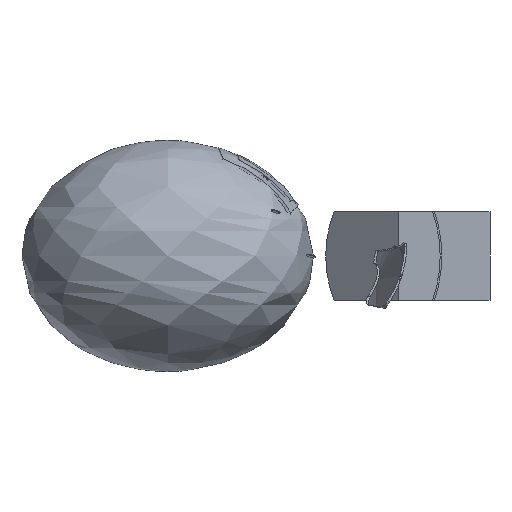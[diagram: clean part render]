
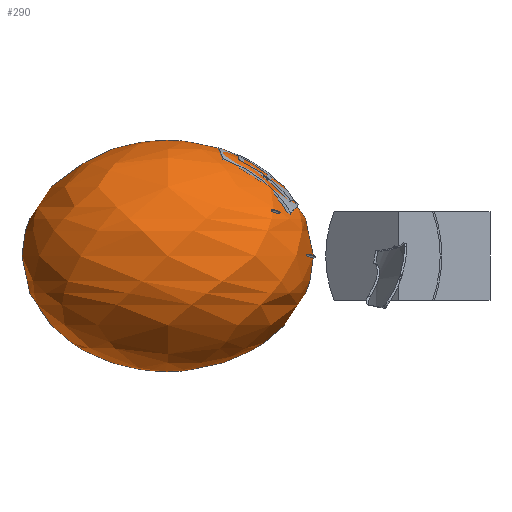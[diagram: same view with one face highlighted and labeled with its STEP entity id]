
A CAD part, left-side view. The second image highlights one B-rep face of the part: STEP entity #290.
In plain terms, the highlighted free-form (B-spline) face has degree [3, 3] with [4, 7] control points.
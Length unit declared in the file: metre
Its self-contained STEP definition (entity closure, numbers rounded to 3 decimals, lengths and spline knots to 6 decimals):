
#290 = ADVANCED_FACE( '', ( #652, #653 ), #654, .T. );
#652 = FACE_BOUND( '', #1152, .T. );
#653 = FACE_BOUND( '', #1153, .T. );
#654 = ( BOUNDED_SURFACE(  )B_SPLINE_SURFACE( 3, 3, ( ( #1156, #1157, #1158, #1159, #1160, #1161, #1162 ), ( #1163, #1164, #1165, #1166, #1167, #1168, #1169 ), ( #1170, #1171, #1172, #1173, #1174, #1175, #1176 ), ( #1177, #1178, #1179, #1180, #1181, #1182, #1183 ) ), .UNSPECIFIED., .F., .T., .F. )B_SPLINE_SURFACE_WITH_KNOTS( ( 4, 4 ), ( 4, 3, 4 ), ( 0., 1. ), ( 0., 0.5, 1. ), .UNSPECIFIED. )GEOMETRIC_REPRESENTATION_ITEM(  )RATIONAL_B_SPLINE_SURFACE( ( ( 1., 0.333, 0.333, 1., 0.333, 0.333, 1. ), ( 0.333, 0.111, 0.111, 0.333, 0.111, 0.111, 0.333 ), ( 0.333, 0.111, 0.111, 0.333, 0.111, 0.111, 0.333 ), ( 1., 0.333, 0.333, 1., 0.333, 0.333, 1. ) ) )REPRESENTATION_ITEM( '' )SURFACE(  ) );
#1152 = VERTEX_LOOP( '', #2114 );
#1153 = VERTEX_LOOP( '', #2115 );
#1156 = CARTESIAN_POINT( '', ( 0., 0.155, 0.124975 ) );
#1157 = CARTESIAN_POINT( '', ( 0., 0.155, 0.124975 ) );
#1158 = CARTESIAN_POINT( '', ( 0., 0.155, 0.124975 ) );
#1159 = CARTESIAN_POINT( '', ( 0., 0.155, 0.124975 ) );
#1160 = CARTESIAN_POINT( '', ( 0., 0.155, 0.124975 ) );
#1161 = CARTESIAN_POINT( '', ( 0., 0.155, 0.124975 ) );
#1162 = CARTESIAN_POINT( '', ( 0., 0.155, 0.124975 ) );
#1163 = CARTESIAN_POINT( '', ( 0.24995, 0.155, 0.124975 ) );
#1164 = CARTESIAN_POINT( '', ( 0.24995, 0.785, 0.124975 ) );
#1165 = CARTESIAN_POINT( '', ( -0.24995, 0.785, 0.124975 ) );
#1166 = CARTESIAN_POINT( '', ( -0.24995, 0.155, 0.124975 ) );
#1167 = CARTESIAN_POINT( '', ( -0.24995, -0.475, 0.124975 ) );
#1168 = CARTESIAN_POINT( '', ( 0.24995, -0.475, 0.124975 ) );
#1169 = CARTESIAN_POINT( '', ( 0.24995, 0.155, 0.124975 ) );
#1170 = CARTESIAN_POINT( '', ( 0.24995, 0.155, -0.124975 ) );
#1171 = CARTESIAN_POINT( '', ( 0.24995, 0.785, -0.124975 ) );
#1172 = CARTESIAN_POINT( '', ( -0.24995, 0.785, -0.124975 ) );
#1173 = CARTESIAN_POINT( '', ( -0.24995, 0.155, -0.124975 ) );
#1174 = CARTESIAN_POINT( '', ( -0.24995, -0.475, -0.124975 ) );
#1175 = CARTESIAN_POINT( '', ( 0.24995, -0.475, -0.124975 ) );
#1176 = CARTESIAN_POINT( '', ( 0.24995, 0.155, -0.124975 ) );
#1177 = CARTESIAN_POINT( '', ( 0., 0.155, -0.124975 ) );
#1178 = CARTESIAN_POINT( '', ( 0., 0.155, -0.124975 ) );
#1179 = CARTESIAN_POINT( '', ( 0., 0.155, -0.124975 ) );
#1180 = CARTESIAN_POINT( '', ( 0., 0.155, -0.124975 ) );
#1181 = CARTESIAN_POINT( '', ( 0., 0.155, -0.124975 ) );
#1182 = CARTESIAN_POINT( '', ( 0., 0.155, -0.124975 ) );
#1183 = CARTESIAN_POINT( '', ( 0., 0.155, -0.124975 ) );
#2114 = VERTEX_POINT( '', #3320 );
#2115 = VERTEX_POINT( '', #3321 );
#3320 = CARTESIAN_POINT( '', ( 0., 0.155, 0.124975 ) );
#3321 = CARTESIAN_POINT( '', ( 0., 0.155, -0.124975 ) );
